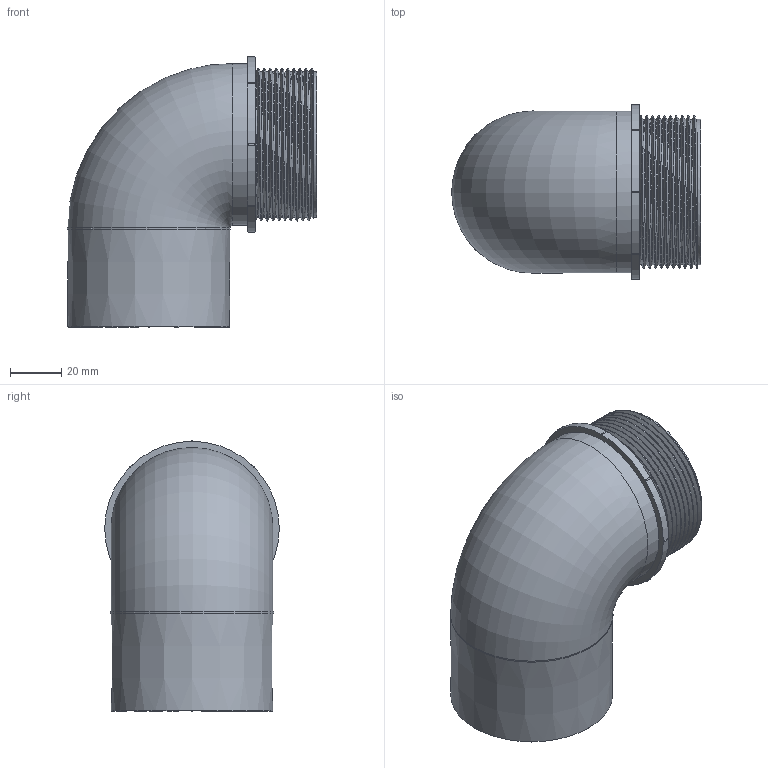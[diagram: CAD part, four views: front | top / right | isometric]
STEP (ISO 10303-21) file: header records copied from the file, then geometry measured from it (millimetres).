
FILE_DESCRIPTION(/* description */ (''),/* implementation_level */ '2;1');
FILE_NAME(/* name */ 'Z6J050063.stp',/* time_stamp */ '2025-06-14T09:45:19+08:00',/* author */ (''),/* organization */ (''),/* preprocessor_version */ 'ST-DEVELOPER v16.7',/* originating_system */ 'SIEMENS PLM Software NX 12.0',/* authorisation */ '');
FILE_SCHEMA (('AUTOMOTIVE_DESIGN { 1 0 10303 214 3 1 1 1 }'));
Length unit declared in the file: millimetre
Products named in the file (1): Admi0F64ED2Btk6b
Bounding box: 97.35 x 68.5 x 105.5 mm (x, y, z)
Volume: 147957.4 mm3; surface area: 49631.6 mm2
Topology: 1 solids, 1 shells, 1056 faces, 2969 edges, 1916 vertices
Faces by surface type: plane 917, cylinder 93, sphere 32, extrusion 8, torus 2, bspline 2, cone 2
Full cylindrical faces by diameter (mm): 2 x1, 3 x1, 48 x2, 56.656 x10, 63.1 x1
Entity records: 39747 total; most frequent: CARTESIAN_POINT 16265, ORIENTED_EDGE 5784, DIRECTION 3473, EDGE_CURVE 2892, VERTEX_POINT 1890, B_SPLINE_CURVE_WITH_KNOTS 1710, AXIS2_PLACEMENT_3D 1238, EDGE_LOOP 1090
